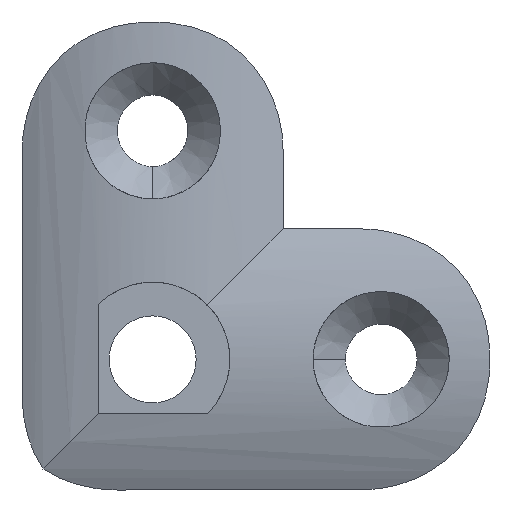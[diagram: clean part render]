
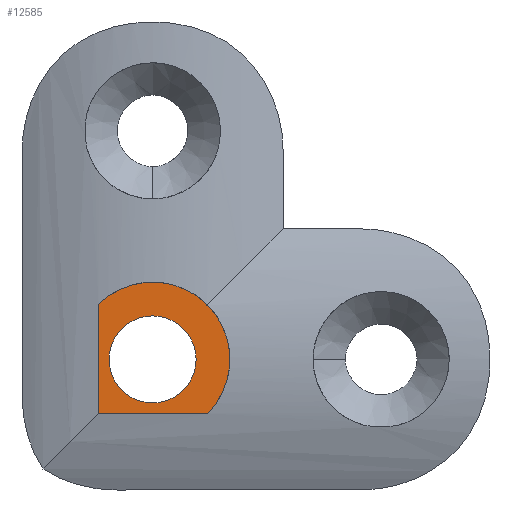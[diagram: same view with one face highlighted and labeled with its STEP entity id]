
A CAD part, front view. The second image highlights one B-rep face of the part: STEP entity #12585.
In plain terms, the highlighted planar face has unit normal (0, -1, 0).
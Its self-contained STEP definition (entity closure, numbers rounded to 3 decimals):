
#127 = ORIENTED_EDGE ( 'NONE', *, *, #8032, .F. ) ;
#597 = DIRECTION ( 'NONE',  ( -1., 0., 0. ) ) ;
#751 = DIRECTION ( 'NONE',  ( 0., 0., -1. ) ) ;
#927 = CARTESIAN_POINT ( 'NONE',  ( 0., 0.5, 4. ) ) ;
#1266 = CARTESIAN_POINT ( 'NONE',  ( 0., 0.5, -4. ) ) ;
#1273 = EDGE_CURVE ( 'NONE', #13598, #4446, #8612, .T. ) ;
#1499 = CARTESIAN_POINT ( 'NONE',  ( 5.075, 0.5, 4.965 ) ) ;
#1553 = CARTESIAN_POINT ( 'NONE',  ( 5.075, 0.5, -4.965 ) ) ;
#1658 = ORIENTED_EDGE ( 'NONE', *, *, #11231, .F. ) ;
#1667 = VERTEX_POINT ( 'NONE', #1266 ) ;
#1919 = FACE_OUTER_BOUND ( 'NONE', #11518, .T. ) ;
#2745 = VECTOR ( 'NONE', #597, 1000. ) ;
#3017 = ORIENTED_EDGE ( 'NONE', *, *, #1273, .T. ) ;
#3030 = CARTESIAN_POINT ( 'NONE',  ( 0., 0.5, 0. ) ) ;
#3080 = FACE_BOUND ( 'NONE', #9654, .T. ) ;
#3279 = CARTESIAN_POINT ( 'NONE',  ( 4.965, 0.5, -24.819 ) ) ;
#3492 = CARTESIAN_POINT ( 'NONE',  ( -4.965, 0.5, 5.075 ) ) ;
#3563 = AXIS2_PLACEMENT_3D ( 'NONE', #13564, #12519, #751 ) ;
#3603 = EDGE_CURVE ( 'NONE', #4664, #13598, #12062, .T. ) ;
#3674 = DIRECTION ( 'NONE',  ( 1., 0., 0. ) ) ;
#3758 = VECTOR ( 'NONE', #3674, 1000. ) ;
#4333 = ORIENTED_EDGE ( 'NONE', *, *, #6012, .F. ) ;
#4446 = VERTEX_POINT ( 'NONE', #1499 ) ;
#4573 = ORIENTED_EDGE ( 'NONE', *, *, #4663, .T. ) ;
#4663 = EDGE_CURVE ( 'NONE', #4446, #10402, #12691, .T. ) ;
#4664 = VERTEX_POINT ( 'NONE', #6528 ) ;
#4809 = AXIS2_PLACEMENT_3D ( 'NONE', #9965, #7967, #11058 ) ;
#5142 = DIRECTION ( 'NONE',  ( 0., -1., 0. ) ) ;
#5151 = LINE ( 'NONE', #9895, #12941 ) ;
#5273 = VERTEX_POINT ( 'NONE', #12445 ) ;
#5492 = EDGE_CURVE ( 'NONE', #5273, #10819, #9040, .T. ) ;
#5560 = DIRECTION ( 'NONE',  ( 0., 0., 1. ) ) ;
#5564 = CARTESIAN_POINT ( 'NONE',  ( 0., 0.5, 4. ) ) ;
#5868 = CARTESIAN_POINT ( 'NONE',  ( 0., 0.5, 4.965 ) ) ;
#6012 = EDGE_CURVE ( 'NONE', #5273, #10402, #6711, .T. ) ;
#6044 = CIRCLE ( 'NONE', #6958, 4. ) ;
#6144 = ORIENTED_EDGE ( 'NONE', *, *, #6245, .F. ) ;
#6245 = EDGE_CURVE ( 'NONE', #1667, #11841, #7890, .T. ) ;
#6514 = DIRECTION ( 'NONE',  ( 0., 0., -1. ) ) ;
#6528 = CARTESIAN_POINT ( 'NONE',  ( -4.965, 0.5, -4.965 ) ) ;
#6711 = LINE ( 'NONE', #3279, #12187 ) ;
#6883 = CARTESIAN_POINT ( 'NONE',  ( 0., 0.5, -4.965 ) ) ;
#6958 = AXIS2_PLACEMENT_3D ( 'NONE', #3030, #5142, #7310 ) ;
#7310 = DIRECTION ( 'NONE',  ( 0., 0., -1. ) ) ;
#7349 = DIRECTION ( 'NONE',  ( 0., -1., 0. ) ) ;
#7598 = CARTESIAN_POINT ( 'NONE',  ( 0., 0.5, 0. ) ) ;
#7890 = CIRCLE ( 'NONE', #3563, 4. ) ;
#7967 = DIRECTION ( 'NONE',  ( 0., -1., 0. ) ) ;
#8032 = EDGE_CURVE ( 'NONE', #11841, #1667, #6044, .T. ) ;
#8612 = CIRCLE ( 'NONE', #10026, 7.1 ) ;
#8933 = AXIS2_PLACEMENT_3D ( 'NONE', #927, #7349, #12564 ) ;
#9040 = CIRCLE ( 'NONE', #4809, 7.1 ) ;
#9599 = ORIENTED_EDGE ( 'NONE', *, *, #3603, .T. ) ;
#9654 = EDGE_LOOP ( 'NONE', ( #6144, #127 ) ) ;
#9895 = CARTESIAN_POINT ( 'NONE',  ( -4.965, 0.5, -24.819 ) ) ;
#9965 = CARTESIAN_POINT ( 'NONE',  ( 0., 0.5, 0. ) ) ;
#10026 = AXIS2_PLACEMENT_3D ( 'NONE', #7598, #12767, #6514 ) ;
#10402 = VERTEX_POINT ( 'NONE', #12382 ) ;
#10712 = DIRECTION ( 'NONE',  ( 0., 0., -1. ) ) ;
#10819 = VERTEX_POINT ( 'NONE', #3492 ) ;
#11058 = DIRECTION ( 'NONE',  ( 0., 0., -1. ) ) ;
#11231 = EDGE_CURVE ( 'NONE', #4664, #10819, #5151, .T. ) ;
#11518 = EDGE_LOOP ( 'NONE', ( #4573, #4333, #12265, #1658, #9599, #3017 ) ) ;
#11841 = VERTEX_POINT ( 'NONE', #5564 ) ;
#12062 = LINE ( 'NONE', #6883, #3758 ) ;
#12187 = VECTOR ( 'NONE', #10712, 1000. ) ;
#12265 = ORIENTED_EDGE ( 'NONE', *, *, #5492, .T. ) ;
#12382 = CARTESIAN_POINT ( 'NONE',  ( 4.965, 0.5, 4.965 ) ) ;
#12445 = CARTESIAN_POINT ( 'NONE',  ( 4.965, 0.5, 5.075 ) ) ;
#12519 = DIRECTION ( 'NONE',  ( 0., -1., 0. ) ) ;
#12564 = DIRECTION ( 'NONE',  ( 0., 0., -1. ) ) ;
#12585 = ADVANCED_FACE ( 'NONE', ( #3080, #1919 ), #12659, .T. ) ;
#12659 = PLANE ( 'NONE',  #8933 ) ;
#12691 = LINE ( 'NONE', #5868, #2745 ) ;
#12767 = DIRECTION ( 'NONE',  ( 0., -1., 0. ) ) ;
#12941 = VECTOR ( 'NONE', #5560, 1000. ) ;
#13564 = CARTESIAN_POINT ( 'NONE',  ( 0., 0.5, 0. ) ) ;
#13598 = VERTEX_POINT ( 'NONE', #1553 ) ;
